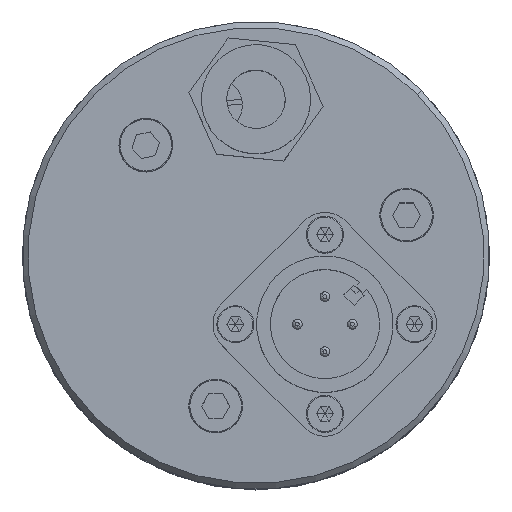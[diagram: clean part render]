
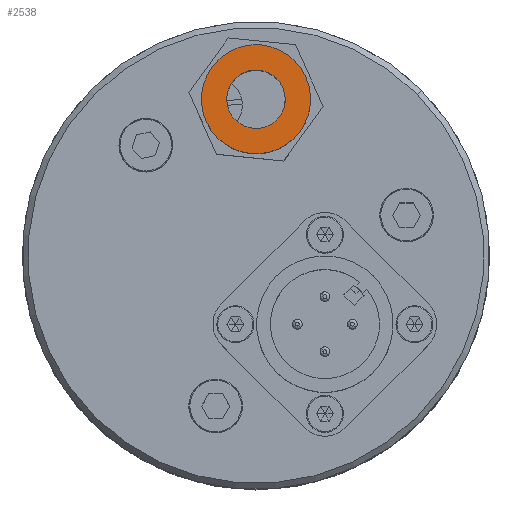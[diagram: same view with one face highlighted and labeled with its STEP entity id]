
A CAD part, top view. The second image highlights one B-rep face of the part: STEP entity #2538.
In plain terms, the highlighted planar face has unit normal (0, 0, 1).
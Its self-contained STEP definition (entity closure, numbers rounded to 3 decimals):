
#77 = VERTEX_POINT ( 'NONE', #19711 ) ;
#218 = DIRECTION ( 'NONE',  ( 1., 0., 0. ) ) ;
#983 = EDGE_LOOP ( 'NONE', ( #21543, #18549 ) ) ;
#1371 = DIRECTION ( 'NONE',  ( 1., 0., 0. ) ) ;
#1920 = CARTESIAN_POINT ( 'NONE',  ( 3., 0., 24. ) ) ;
#2538 = ADVANCED_FACE ( 'NONE', ( #18304, #19884 ), #10863, .T. ) ;
#3499 = DIRECTION ( 'NONE',  ( 1., 0., 0. ) ) ;
#4368 = AXIS2_PLACEMENT_3D ( 'NONE', #15346, #5105, #6898 ) ;
#4811 = CIRCLE ( 'NONE', #17344, 3. ) ;
#5105 = DIRECTION ( 'NONE',  ( 0., 0., 1. ) ) ;
#5527 = AXIS2_PLACEMENT_3D ( 'NONE', #16024, #17560, #14306 ) ;
#6053 = CARTESIAN_POINT ( 'NONE',  ( -3., 0., 24. ) ) ;
#6156 = EDGE_CURVE ( 'NONE', #21788, #21574, #4811, .T. ) ;
#6564 = DIRECTION ( 'NONE',  ( 0., 0., 1. ) ) ;
#6637 = CARTESIAN_POINT ( 'NONE',  ( 5.6, 0., 24. ) ) ;
#6876 = EDGE_CURVE ( 'NONE', #8848, #77, #17595, .T. ) ;
#6898 = DIRECTION ( 'NONE',  ( 1., 0., 0. ) ) ;
#7116 = DIRECTION ( 'NONE',  ( 0., 0., -1. ) ) ;
#7383 = ORIENTED_EDGE ( 'NONE', *, *, #17185, .T. ) ;
#7421 = EDGE_LOOP ( 'NONE', ( #16161, #7383 ) ) ;
#8848 = VERTEX_POINT ( 'NONE', #6637 ) ;
#10275 = AXIS2_PLACEMENT_3D ( 'NONE', #17358, #7116, #218 ) ;
#10863 = PLANE ( 'NONE',  #5527 ) ;
#11539 = DIRECTION ( 'NONE',  ( 0., 0., -1. ) ) ;
#13485 = CARTESIAN_POINT ( 'NONE',  ( 0., 0., 24. ) ) ;
#14306 = DIRECTION ( 'NONE',  ( 1., 0., 0. ) ) ;
#15346 = CARTESIAN_POINT ( 'NONE',  ( 0., 0., 24. ) ) ;
#16024 = CARTESIAN_POINT ( 'NONE',  ( 0., 0., 24. ) ) ;
#16161 = ORIENTED_EDGE ( 'NONE', *, *, #6876, .T. ) ;
#16829 = CARTESIAN_POINT ( 'NONE',  ( 0., 0., 24. ) ) ;
#17185 = EDGE_CURVE ( 'NONE', #77, #8848, #20187, .T. ) ;
#17344 = AXIS2_PLACEMENT_3D ( 'NONE', #13485, #11539, #1371 ) ;
#17358 = CARTESIAN_POINT ( 'NONE',  ( 0., 0., 24. ) ) ;
#17560 = DIRECTION ( 'NONE',  ( 0., 0., 1. ) ) ;
#17595 = CIRCLE ( 'NONE', #18367, 5.6 ) ;
#18304 = FACE_BOUND ( 'NONE', #983, .T. ) ;
#18367 = AXIS2_PLACEMENT_3D ( 'NONE', #16829, #6564, #3499 ) ;
#18549 = ORIENTED_EDGE ( 'NONE', *, *, #20782, .T. ) ;
#18689 = CIRCLE ( 'NONE', #10275, 3. ) ;
#19711 = CARTESIAN_POINT ( 'NONE',  ( -5.6, 0., 24. ) ) ;
#19884 = FACE_OUTER_BOUND ( 'NONE', #7421, .T. ) ;
#20187 = CIRCLE ( 'NONE', #4368, 5.6 ) ;
#20782 = EDGE_CURVE ( 'NONE', #21574, #21788, #18689, .T. ) ;
#21543 = ORIENTED_EDGE ( 'NONE', *, *, #6156, .T. ) ;
#21574 = VERTEX_POINT ( 'NONE', #6053 ) ;
#21788 = VERTEX_POINT ( 'NONE', #1920 ) ;
